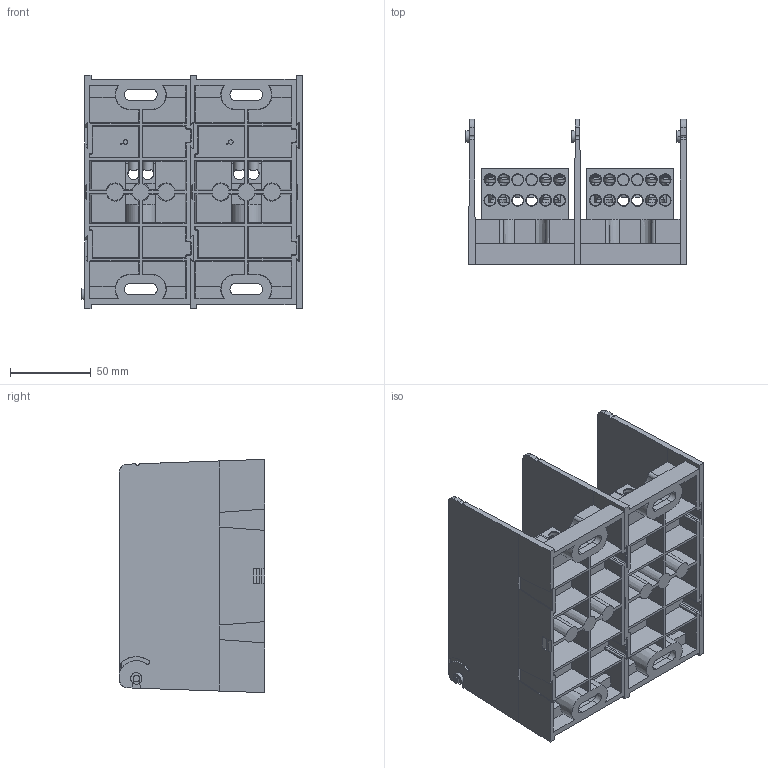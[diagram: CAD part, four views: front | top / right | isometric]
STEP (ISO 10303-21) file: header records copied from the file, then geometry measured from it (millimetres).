
FILE_DESCRIPTION (( 'STEP AP214' ), '1' );
FILE_NAME ('701996rev-2P.STEP', '2015-06-24T19:22:47', ( '' ), ( '' ), 'SwSTEP 2.0', 'SolidWorks 2014', '' );
FILE_SCHEMA (( 'AUTOMOTIVE_DESIGN' ));
Length unit declared in the file: inch
Products named in the file (1): 701996rev-2P
Bounding box: 136.78 x 90.17 x 144.78 mm (x, y, z)
Surface area: 192531.8 mm2 (no closed solid volume)
Topology: 0 solids, 59 shells, 910 faces, 3200 edges, 2269 vertices
Faces by surface type: plane 404, cylinder 249, cone 249, bspline 8
Entity records: 56415 total; most frequent: CARTESIAN_POINT 18940, ORIENTED_EDGE 5214, DIRECTION 4770, EDGE_CURVE 3180, VERTEX_POINT 2269, LINE 1734, VECTOR 1734, AXIS2_PLACEMENT_3D 1518
